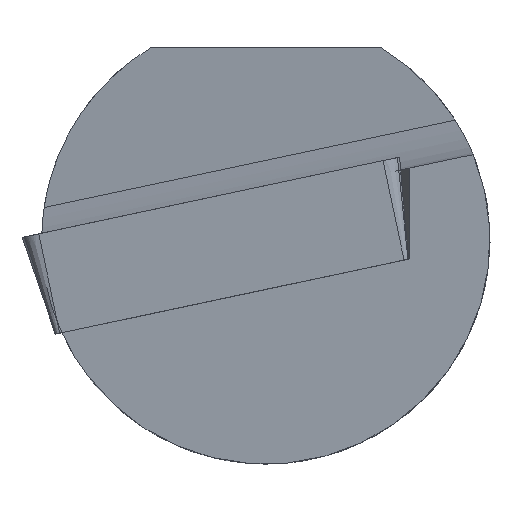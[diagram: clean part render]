
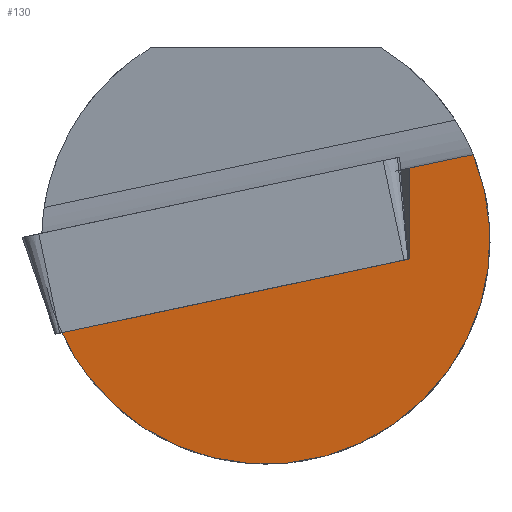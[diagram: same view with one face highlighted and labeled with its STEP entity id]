
A CAD part, left-side view. The second image highlights one B-rep face of the part: STEP entity #130.
In plain terms, the highlighted planar face has unit normal (-0.993, -0.025, -0.119).
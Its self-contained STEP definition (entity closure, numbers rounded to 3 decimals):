
#116=PLANE('',#461);
#130=ADVANCED_FACE('',(#154),#116,.F.);
#154=FACE_OUTER_BOUND('',#174,.T.);
#174=EDGE_LOOP('',(#282,#283,#284,#285));
#215=LINE('',#630,#245);
#216=LINE('',#632,#246);
#217=LINE('',#634,#247);
#245=VECTOR('',#509,1.);
#246=VECTOR('',#510,1.);
#247=VECTOR('',#511,1.);
#282=ORIENTED_EDGE('',*,*,#411,.F.);
#283=ORIENTED_EDGE('',*,*,#413,.T.);
#284=ORIENTED_EDGE('',*,*,#414,.F.);
#285=ORIENTED_EDGE('',*,*,#415,.T.);
#378=VERTEX_POINT('',#625);
#379=VERTEX_POINT('',#627);
#380=VERTEX_POINT('',#631);
#381=VERTEX_POINT('',#633);
#411=EDGE_CURVE('',#378,#379,#453,.T.);
#413=EDGE_CURVE('',#378,#380,#215,.T.);
#414=EDGE_CURVE('',#381,#380,#216,.T.);
#415=EDGE_CURVE('',#381,#379,#217,.T.);
#453=ELLIPSE('',#459,5.289,5.25);
#459=AXIS2_PLACEMENT_3D('',#626,#504,#505);
#461=AXIS2_PLACEMENT_3D('',#635,#512,#513);
#504=DIRECTION('',(0.993,0.025,0.119));
#505=DIRECTION('',(-0.122,0.206,0.971));
#509=DIRECTION('',(0.,0.978,-0.208));
#510=DIRECTION('',(-0.119,0.,0.993));
#511=DIRECTION('',(0.,0.978,-0.208));
#512=DIRECTION('',(0.993,0.025,0.119));
#513=DIRECTION('',(0.119,0.,-0.993));
#625=CARTESIAN_POINT('',(0.137,-4.854,2.));
#626=CARTESIAN_POINT('',(0.253,0.,0.));
#627=CARTESIAN_POINT('',(0.392,4.779,-2.174));
#630=CARTESIAN_POINT('',(0.137,-3.273,1.664));
#631=CARTESIAN_POINT('',(0.137,-3.363,1.684));
#632=CARTESIAN_POINT('',(-0.006,-3.363,2.871));
#633=CARTESIAN_POINT('',(0.392,-3.363,-0.443));
#634=CARTESIAN_POINT('',(0.392,-8.061,0.556));
#635=CARTESIAN_POINT('',(0.1,-7.566,2.884));
